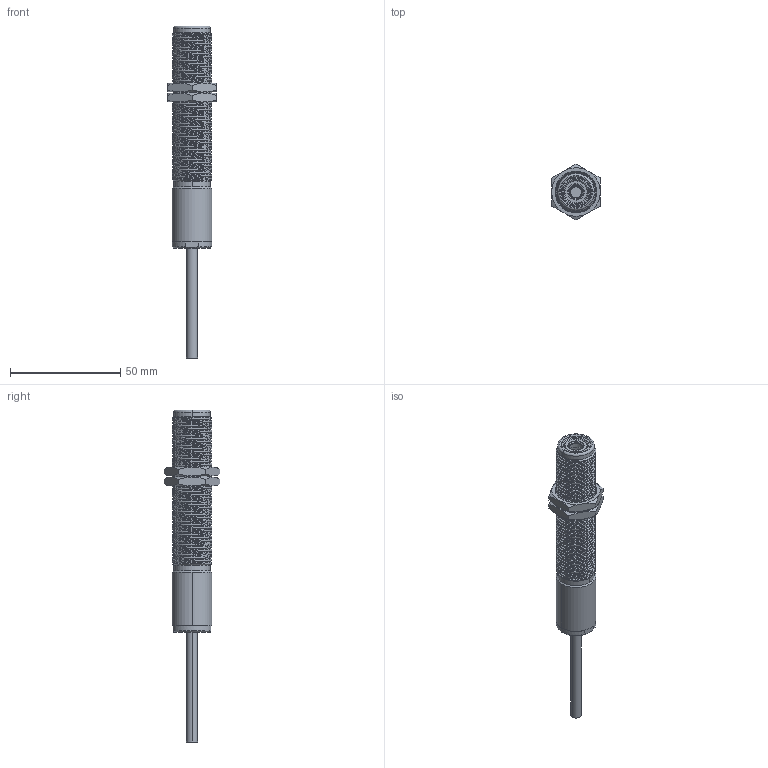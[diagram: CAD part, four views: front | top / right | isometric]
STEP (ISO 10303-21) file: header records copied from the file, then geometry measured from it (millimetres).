
FILE_DESCRIPTION((''),'2;1');
FILE_NAME('IS10-3D_ASM','2021-09-14T',('Klaus'),(''),'PRO/ENGINEER BY PARAMETRIC TECHNOLOGY CORPORATION, 2011180','PRO/ENGINEER BY PARAMETRIC TECHNOLOGY CORPORATION, 2011180','');
FILE_SCHEMA(('CONFIG_CONTROL_DESIGN'));
Length unit declared in the file: millimetre
Products named in the file (8): HOUSING; FRONT; OPTICAL_ASM; BACK-HOUSING; GUDINGYUANHUAN2; NUT; CABLE; IS10-3D_ASM
Assembly tree (8 placements, depth 3):
  IS10-3D_ASM
    HOUSING
    OPTICAL_ASM
      FRONT
    BACK-HOUSING
    GUDINGYUANHUAN2
    NUT  x2
    CABLE
Bounding box: 22 x 25.4 x 150.73 mm (x, y, z)
Volume: 11086 mm3; surface area: 16701.9 mm2
Topology: 7 solids, 7 shells, 308 faces, 779 edges, 494 vertices
Faces by surface type: cylinder 133, cone 68, bspline 54, plane 45, torus 8
Entity records: 22833 total; most frequent: CARTESIAN_POINT 16562, ORIENTED_EDGE 1402, DIRECTION 1067, EDGE_CURVE 701, VERTEX_POINT 446, AXIS2_PLACEMENT_3D 419, B_SPLINE_CURVE_WITH_KNOTS 298, EDGE_LOOP 295
